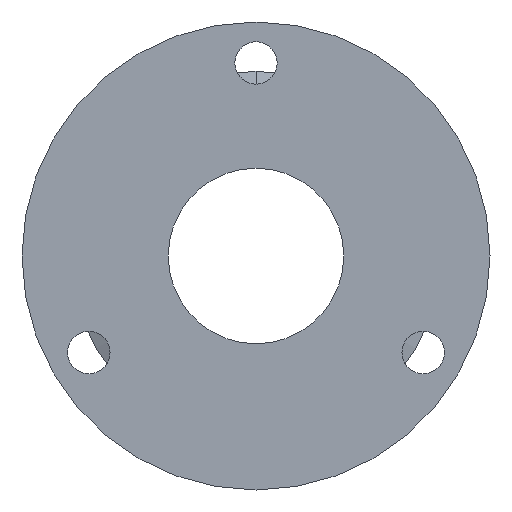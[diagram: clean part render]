
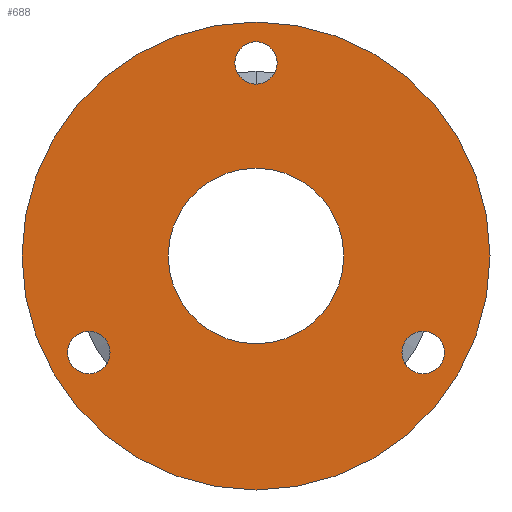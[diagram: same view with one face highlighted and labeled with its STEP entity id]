
A CAD part, left-side view. The second image highlights one B-rep face of the part: STEP entity #688.
In plain terms, the highlighted planar face has unit normal (-1, 0, 0).
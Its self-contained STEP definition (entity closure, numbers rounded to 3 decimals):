
#2 = CARTESIAN_POINT ( 'NONE',  ( -15.405, 12., 0. ) ) ;
#13 = FACE_BOUND ( 'NONE', #664, .T. ) ;
#33 = DIRECTION ( 'NONE',  ( 0., 0., -1. ) ) ;
#34 = ORIENTED_EDGE ( 'NONE', *, *, #613, .F. ) ;
#39 = CARTESIAN_POINT ( 'NONE',  ( -15.405, 0., 23.5 ) ) ;
#43 = DIRECTION ( 'NONE',  ( -1., 0., 0. ) ) ;
#62 = CARTESIAN_POINT ( 'NONE',  ( -15.405, 0., 32. ) ) ;
#68 = CIRCLE ( 'NONE', #183, 2.9 ) ;
#81 = CARTESIAN_POINT ( 'NONE',  ( -15.405, 0., 26.4 ) ) ;
#86 = DIRECTION ( 'NONE',  ( -1., 0., 0. ) ) ;
#96 = CIRCLE ( 'NONE', #837, 2.9 ) ;
#122 = CARTESIAN_POINT ( 'NONE',  ( -15.405, 22.863, -13.2 ) ) ;
#127 = DIRECTION ( 'NONE',  ( 0., 0., 1. ) ) ;
#130 = EDGE_CURVE ( 'NONE', #442, #214, #520, .T. ) ;
#131 = DIRECTION ( 'NONE',  ( -1., 0., 0. ) ) ;
#133 = AXIS2_PLACEMENT_3D ( 'NONE', #461, #666, #33 ) ;
#135 = CARTESIAN_POINT ( 'NONE',  ( -15.405, 0., 12. ) ) ;
#140 = CARTESIAN_POINT ( 'NONE',  ( -15.405, 22.863, -16.1 ) ) ;
#141 = EDGE_CURVE ( 'NONE', #858, #665, #373, .T. ) ;
#144 = DIRECTION ( 'NONE',  ( -1., 0., 0. ) ) ;
#149 = AXIS2_PLACEMENT_3D ( 'NONE', #686, #263, #901 ) ;
#153 = PLANE ( 'NONE',  #389 ) ;
#177 = CARTESIAN_POINT ( 'NONE',  ( -15.405, 0., 0. ) ) ;
#179 = ORIENTED_EDGE ( 'NONE', *, *, #798, .F. ) ;
#182 = CARTESIAN_POINT ( 'NONE',  ( -15.405, 22.863, -10.3 ) ) ;
#183 = AXIS2_PLACEMENT_3D ( 'NONE', #81, #347, #363 ) ;
#184 = VERTEX_POINT ( 'NONE', #62 ) ;
#194 = DIRECTION ( 'NONE',  ( 0., 0., 1. ) ) ;
#197 = DIRECTION ( 'NONE',  ( 0., 0., 1. ) ) ;
#207 = CARTESIAN_POINT ( 'NONE',  ( -15.405, 0., -32. ) ) ;
#214 = VERTEX_POINT ( 'NONE', #140 ) ;
#236 = AXIS2_PLACEMENT_3D ( 'NONE', #460, #43, #194 ) ;
#247 = VERTEX_POINT ( 'NONE', #652 ) ;
#248 = CARTESIAN_POINT ( 'NONE',  ( -15.405, 0., -12. ) ) ;
#261 = ORIENTED_EDGE ( 'NONE', *, *, #141, .F. ) ;
#263 = DIRECTION ( 'NONE',  ( -1., 0., 0. ) ) ;
#266 = EDGE_CURVE ( 'NONE', #267, #184, #399, .T. ) ;
#267 = VERTEX_POINT ( 'NONE', #207 ) ;
#283 = DIRECTION ( 'NONE',  ( 0., 0., -1. ) ) ;
#321 = DIRECTION ( 'NONE',  ( -1., 0., 0. ) ) ;
#339 = CIRCLE ( 'NONE', #468, 12. ) ;
#347 = DIRECTION ( 'NONE',  ( -1., 0., 0. ) ) ;
#363 = DIRECTION ( 'NONE',  ( 0., 0., 1. ) ) ;
#366 = CARTESIAN_POINT ( 'NONE',  ( -15.405, 0., 0. ) ) ;
#371 = AXIS2_PLACEMENT_3D ( 'NONE', #366, #655, #580 ) ;
#373 = CIRCLE ( 'NONE', #684, 12. ) ;
#389 = AXIS2_PLACEMENT_3D ( 'NONE', #2, #441, #283 ) ;
#399 = CIRCLE ( 'NONE', #371, 32. ) ;
#418 = EDGE_LOOP ( 'NONE', ( #670, #825 ) ) ;
#423 = FACE_BOUND ( 'NONE', #748, .T. ) ;
#441 = DIRECTION ( 'NONE',  ( 1., 0., 0. ) ) ;
#442 = VERTEX_POINT ( 'NONE', #182 ) ;
#460 = CARTESIAN_POINT ( 'NONE',  ( -15.405, 22.863, -13.2 ) ) ;
#461 = CARTESIAN_POINT ( 'NONE',  ( -15.405, 0., 0. ) ) ;
#465 = ORIENTED_EDGE ( 'NONE', *, *, #500, .F. ) ;
#468 = AXIS2_PLACEMENT_3D ( 'NONE', #569, #86, #856 ) ;
#500 = EDGE_CURVE ( 'NONE', #866, #247, #724, .T. ) ;
#514 = CIRCLE ( 'NONE', #738, 2.9 ) ;
#520 = CIRCLE ( 'NONE', #236, 2.9 ) ;
#527 = ORIENTED_EDGE ( 'NONE', *, *, #630, .F. ) ;
#533 = AXIS2_PLACEMENT_3D ( 'NONE', #727, #131, #197 ) ;
#544 = DIRECTION ( 'NONE',  ( 0., 0., 1. ) ) ;
#549 = ORIENTED_EDGE ( 'NONE', *, *, #694, .F. ) ;
#562 = DIRECTION ( 'NONE',  ( 0., 0., 1. ) ) ;
#569 = CARTESIAN_POINT ( 'NONE',  ( -15.405, 0., 0. ) ) ;
#570 = CIRCLE ( 'NONE', #133, 32. ) ;
#578 = FACE_BOUND ( 'NONE', #709, .T. ) ;
#580 = DIRECTION ( 'NONE',  ( 0., 0., -1. ) ) ;
#591 = VERTEX_POINT ( 'NONE', #786 ) ;
#603 = EDGE_CURVE ( 'NONE', #591, #728, #514, .T. ) ;
#613 = EDGE_CURVE ( 'NONE', #728, #591, #68, .T. ) ;
#616 = CARTESIAN_POINT ( 'NONE',  ( -15.405, -22.863, -10.3 ) ) ;
#630 = EDGE_CURVE ( 'NONE', #247, #866, #900, .T. ) ;
#652 = CARTESIAN_POINT ( 'NONE',  ( -15.405, -22.863, -16.1 ) ) ;
#655 = DIRECTION ( 'NONE',  ( 1., 0., 0. ) ) ;
#664 = EDGE_LOOP ( 'NONE', ( #549, #261 ) ) ;
#665 = VERTEX_POINT ( 'NONE', #135 ) ;
#666 = DIRECTION ( 'NONE',  ( 1., 0., 0. ) ) ;
#670 = ORIENTED_EDGE ( 'NONE', *, *, #130, .F. ) ;
#684 = AXIS2_PLACEMENT_3D ( 'NONE', #177, #321, #544 ) ;
#686 = CARTESIAN_POINT ( 'NONE',  ( -15.405, -22.863, -13.2 ) ) ;
#688 = ADVANCED_FACE ( 'NONE', ( #13, #423, #707, #578, #793 ), #153, .F. ) ;
#694 = EDGE_CURVE ( 'NONE', #665, #858, #339, .T. ) ;
#698 = EDGE_LOOP ( 'NONE', ( #715, #179 ) ) ;
#707 = FACE_BOUND ( 'NONE', #418, .T. ) ;
#709 = EDGE_LOOP ( 'NONE', ( #465, #527 ) ) ;
#715 = ORIENTED_EDGE ( 'NONE', *, *, #266, .F. ) ;
#724 = CIRCLE ( 'NONE', #149, 2.9 ) ;
#727 = CARTESIAN_POINT ( 'NONE',  ( -15.405, -22.863, -13.2 ) ) ;
#728 = VERTEX_POINT ( 'NONE', #39 ) ;
#738 = AXIS2_PLACEMENT_3D ( 'NONE', #917, #144, #562 ) ;
#748 = EDGE_LOOP ( 'NONE', ( #822, #34 ) ) ;
#786 = CARTESIAN_POINT ( 'NONE',  ( -15.405, 0., 29.3 ) ) ;
#793 = FACE_OUTER_BOUND ( 'NONE', #698, .T. ) ;
#798 = EDGE_CURVE ( 'NONE', #184, #267, #570, .T. ) ;
#822 = ORIENTED_EDGE ( 'NONE', *, *, #603, .F. ) ;
#825 = ORIENTED_EDGE ( 'NONE', *, *, #904, .F. ) ;
#830 = DIRECTION ( 'NONE',  ( -1., 0., 0. ) ) ;
#837 = AXIS2_PLACEMENT_3D ( 'NONE', #122, #830, #127 ) ;
#856 = DIRECTION ( 'NONE',  ( 0., 0., 1. ) ) ;
#858 = VERTEX_POINT ( 'NONE', #248 ) ;
#866 = VERTEX_POINT ( 'NONE', #616 ) ;
#900 = CIRCLE ( 'NONE', #533, 2.9 ) ;
#901 = DIRECTION ( 'NONE',  ( 0., 0., 1. ) ) ;
#904 = EDGE_CURVE ( 'NONE', #214, #442, #96, .T. ) ;
#917 = CARTESIAN_POINT ( 'NONE',  ( -15.405, 0., 26.4 ) ) ;
